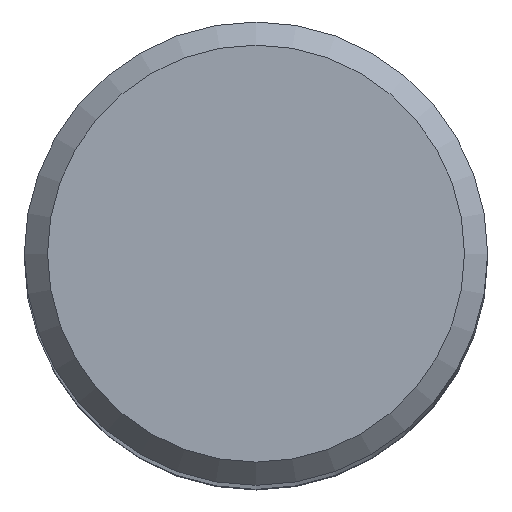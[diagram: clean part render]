
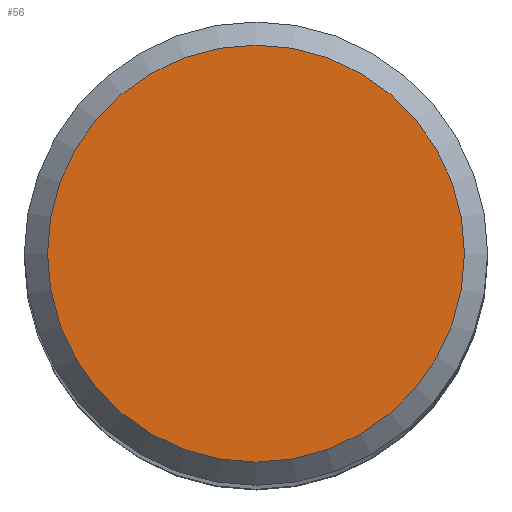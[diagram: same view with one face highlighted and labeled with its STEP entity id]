
A CAD part, top view. The second image highlights one B-rep face of the part: STEP entity #56.
In plain terms, the highlighted planar face has unit normal (0, 0, 1).
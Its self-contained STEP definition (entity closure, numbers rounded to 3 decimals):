
#47=PLANE('',#207);
#51=FACE_OUTER_BOUND('',#88,.T.);
#56=ADVANCED_FACE('',(#51),#47,.T.);
#88=EDGE_LOOP('',(#108));
#108=ORIENTED_EDGE('',*,*,#138,.T.);
#128=VERTEX_POINT('',#307);
#138=EDGE_CURVE('',#128,#128,#148,.T.);
#148=CIRCLE('',#206,4.5);
#206=AXIS2_PLACEMENT_3D('',#306,#238,#239);
#207=AXIS2_PLACEMENT_3D('',#308,#240,#241);
#238=DIRECTION('',(0.,0.,1.));
#239=DIRECTION('',(1.,0.,0.));
#240=DIRECTION('',(0.,0.,1.));
#241=DIRECTION('',(1.,0.,0.));
#306=CARTESIAN_POINT('',(0.,0.,0.));
#307=CARTESIAN_POINT('',(4.5,0.,0.));
#308=CARTESIAN_POINT('',(0.,0.,0.));
